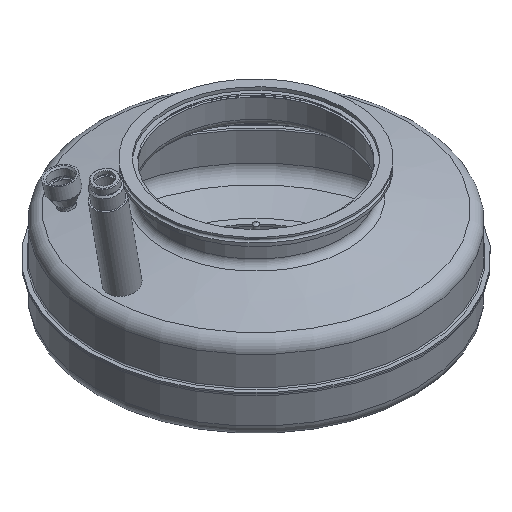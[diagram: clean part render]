
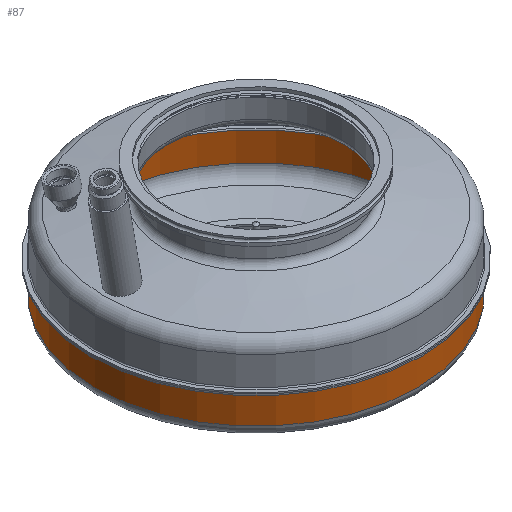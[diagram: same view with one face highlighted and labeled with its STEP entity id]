
A CAD part, isometric view. The second image highlights one B-rep face of the part: STEP entity #87.
In plain terms, the highlighted cylindrical face has radius 241 mm (diameter 482 mm), a full revolution.
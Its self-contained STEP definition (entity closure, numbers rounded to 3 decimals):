
#87=ADVANCED_FACE('',(#1068,#1070),#1072,.T.);
#1068=FACE_OUTER_BOUND('',#1069,.T.);
#1069=EDGE_LOOP('',(#5992));
#1070=FACE_OUTER_BOUND('',#1071,.T.);
#1071=EDGE_LOOP('',(#5993));
#1072=CYLINDRICAL_SURFACE('',#1073,241.);
#1073=AXIS2_PLACEMENT_3D('',#1074,#1075,#1076);
#1074=CARTESIAN_POINT('',(0.,0.,-46.414));
#1075=DIRECTION('',(0.,0.,1.));
#1076=DIRECTION('',(0.,1.,0.));
#5992=ORIENTED_EDGE('',*,*,#10298,.F.);
#5993=ORIENTED_EDGE('',*,*,#10299,.T.);
#10298=EDGE_CURVE('',#13699,#13699,#13700,.T.);
#10299=EDGE_CURVE('',#13701,#13701,#13702,.T.);
#13699=VERTEX_POINT('',#20166);
#13700=CIRCLE('',#20167,241.);
#13701=VERTEX_POINT('',#20171);
#13702=CIRCLE('',#20172,241.);
#20166=CARTESIAN_POINT('',(0.,241.,-3.5));
#20167=AXIS2_PLACEMENT_3D('',#20168,#20169,#20170);
#20168=CARTESIAN_POINT('',(0.,0.,-3.5));
#20169=DIRECTION('',(0.,0.,1.));
#20170=DIRECTION('',(0.,1.,0.));
#20171=CARTESIAN_POINT('',(0.,241.,-46.414));
#20172=AXIS2_PLACEMENT_3D('',#20173,#20174,#20175);
#20173=CARTESIAN_POINT('',(0.,0.,-46.414));
#20174=DIRECTION('',(0.,0.,1.));
#20175=DIRECTION('',(0.,1.,0.));
